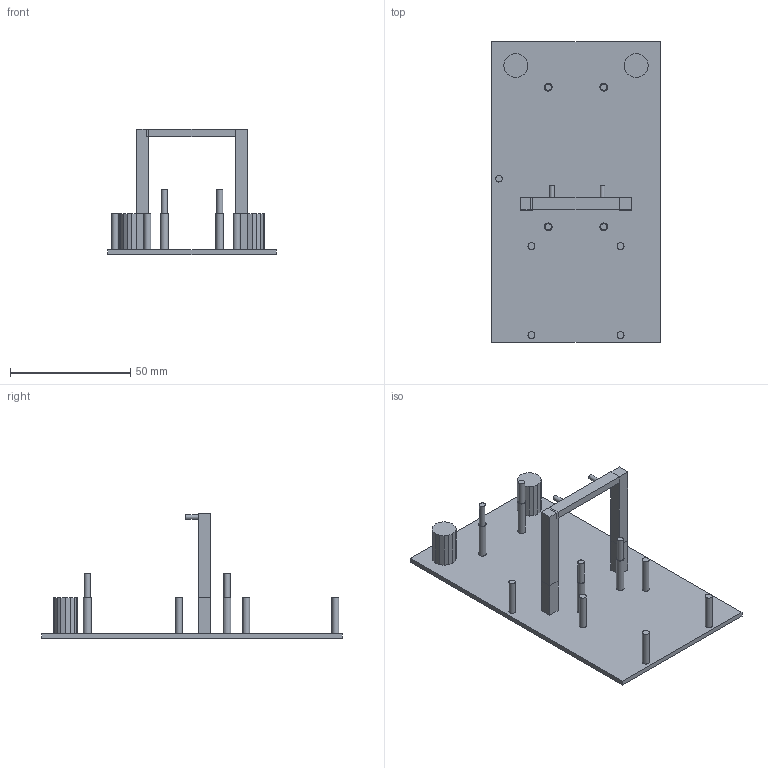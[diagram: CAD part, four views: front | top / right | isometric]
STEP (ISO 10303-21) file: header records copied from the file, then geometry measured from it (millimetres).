
FILE_DESCRIPTION(('FreeCAD Model'),'2;1');
FILE_NAME('Open CASCADE Shape Model','2024-01-14T14:25:52',('Author'),( ''),'Open CASCADE STEP processor 7.5','FreeCAD','Unknown');
FILE_SCHEMA(('AUTOMOTIVE_DESIGN { 1 0 10303 214 1 1 1 1 }'));
Length unit declared in the file: millimetre
Products named in the file (1): Body
Bounding box: 70 x 125 x 52 mm (x, y, z)
Volume: 23569.4 mm3; surface area: 23597 mm2
Topology: 1 solids, 1 shells, 121 faces, 282 edges, 182 vertices
Faces by surface type: plane 106, cylinder 15
Full cylindrical faces by diameter (mm): 2 x2, 2.6 x4, 2.7 x1, 2.9 x4, 3.2 x4
Entity records: 7074 total; most frequent: CARTESIAN_POINT 1150, DIRECTION 1120, LINE 786, VECTOR 786, ORIENTED_EDGE 564, PCURVE 564, DEFINITIONAL_REPRESENTATION 564, EDGE_CURVE 282
